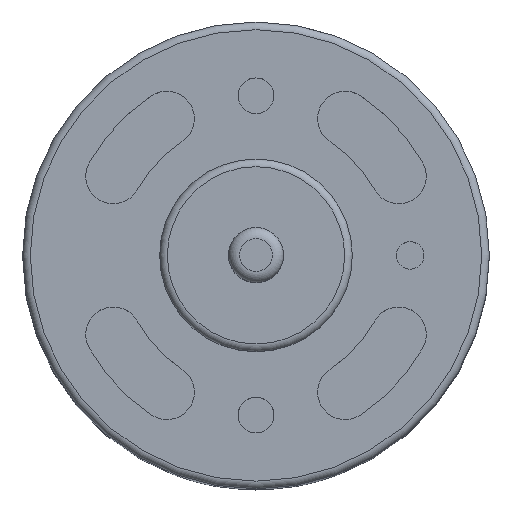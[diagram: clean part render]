
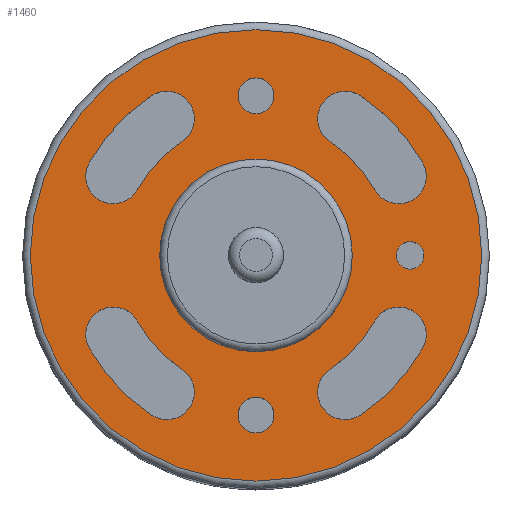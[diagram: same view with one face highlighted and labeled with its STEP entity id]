
A CAD part, top view. The second image highlights one B-rep face of the part: STEP entity #1460.
In plain terms, the highlighted planar face has unit normal (0, 0, 1).
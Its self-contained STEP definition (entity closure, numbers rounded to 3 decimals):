
#28=PLANE('',#1553);
#62=CIRCLE('',#1528,2.5);
#64=CIRCLE('',#1531,12.323);
#66=CIRCLE('',#1534,2.5);
#68=CIRCLE('',#1537,17.323);
#70=CIRCLE('',#1541,2.5);
#72=CIRCLE('',#1544,17.323);
#74=CIRCLE('',#1547,2.5);
#76=CIRCLE('',#1550,12.323);
#78=CIRCLE('',#1554,1.25);
#79=CIRCLE('',#1555,2.5);
#80=CIRCLE('',#1556,17.323);
#81=CIRCLE('',#1557,2.5);
#82=CIRCLE('',#1558,12.323);
#83=CIRCLE('',#1559,1.621);
#84=CIRCLE('',#1560,1.621);
#85=CIRCLE('',#1561,20.5);
#86=CIRCLE('',#1562,8.75);
#87=CIRCLE('',#1563,12.323);
#88=CIRCLE('',#1564,2.5);
#89=CIRCLE('',#1565,17.323);
#90=CIRCLE('',#1566,2.5);
#309=ORIENTED_EDGE('',*,*,#547,.T.);
#310=ORIENTED_EDGE('',*,*,#545,.T.);
#311=ORIENTED_EDGE('',*,*,#535,.T.);
#312=ORIENTED_EDGE('',*,*,#539,.T.);
#313=ORIENTED_EDGE('',*,*,#542,.T.);
#314=ORIENTED_EDGE('',*,*,#523,.F.);
#315=ORIENTED_EDGE('',*,*,#533,.F.);
#316=ORIENTED_EDGE('',*,*,#530,.F.);
#317=ORIENTED_EDGE('',*,*,#527,.F.);
#318=ORIENTED_EDGE('',*,*,#548,.F.);
#319=ORIENTED_EDGE('',*,*,#549,.F.);
#320=ORIENTED_EDGE('',*,*,#550,.F.);
#321=ORIENTED_EDGE('',*,*,#551,.F.);
#322=ORIENTED_EDGE('',*,*,#552,.T.);
#323=ORIENTED_EDGE('',*,*,#553,.T.);
#324=ORIENTED_EDGE('',*,*,#554,.T.);
#325=ORIENTED_EDGE('',*,*,#555,.F.);
#326=ORIENTED_EDGE('',*,*,#556,.T.);
#327=ORIENTED_EDGE('',*,*,#557,.T.);
#328=ORIENTED_EDGE('',*,*,#558,.T.);
#329=ORIENTED_EDGE('',*,*,#559,.T.);
#523=EDGE_CURVE('',#650,#651,#62,.T.);
#527=EDGE_CURVE('',#651,#654,#64,.T.);
#530=EDGE_CURVE('',#654,#656,#66,.T.);
#533=EDGE_CURVE('',#656,#650,#68,.T.);
#535=EDGE_CURVE('',#658,#659,#70,.T.);
#539=EDGE_CURVE('',#659,#662,#72,.T.);
#542=EDGE_CURVE('',#662,#664,#74,.T.);
#545=EDGE_CURVE('',#664,#658,#76,.T.);
#547=EDGE_CURVE('',#666,#666,#78,.T.);
#548=EDGE_CURVE('',#667,#668,#79,.T.);
#549=EDGE_CURVE('',#669,#667,#80,.T.);
#550=EDGE_CURVE('',#670,#669,#81,.T.);
#551=EDGE_CURVE('',#668,#670,#82,.T.);
#552=EDGE_CURVE('',#671,#671,#83,.T.);
#553=EDGE_CURVE('',#672,#672,#84,.T.);
#554=EDGE_CURVE('',#673,#673,#85,.T.);
#555=EDGE_CURVE('',#674,#674,#86,.T.);
#556=EDGE_CURVE('',#675,#676,#87,.T.);
#557=EDGE_CURVE('',#676,#677,#88,.T.);
#558=EDGE_CURVE('',#677,#678,#89,.T.);
#559=EDGE_CURVE('',#678,#675,#90,.T.);
#650=VERTEX_POINT('',#2017);
#651=VERTEX_POINT('',#2018);
#654=VERTEX_POINT('',#2026);
#656=VERTEX_POINT('',#2032);
#658=VERTEX_POINT('',#2042);
#659=VERTEX_POINT('',#2043);
#662=VERTEX_POINT('',#2051);
#664=VERTEX_POINT('',#2057);
#666=VERTEX_POINT('',#2067);
#667=VERTEX_POINT('',#2069);
#668=VERTEX_POINT('',#2070);
#669=VERTEX_POINT('',#2072);
#670=VERTEX_POINT('',#2074);
#671=VERTEX_POINT('',#2077);
#672=VERTEX_POINT('',#2079);
#673=VERTEX_POINT('',#2081);
#674=VERTEX_POINT('',#2083);
#675=VERTEX_POINT('',#2085);
#676=VERTEX_POINT('',#2086);
#677=VERTEX_POINT('',#2088);
#678=VERTEX_POINT('',#2090);
#756=EDGE_LOOP('',(#309));
#757=EDGE_LOOP('',(#310,#311,#312,#313));
#758=EDGE_LOOP('',(#314,#315,#316,#317));
#759=EDGE_LOOP('',(#318,#319,#320,#321));
#760=EDGE_LOOP('',(#322));
#761=EDGE_LOOP('',(#323));
#762=EDGE_LOOP('',(#324));
#763=EDGE_LOOP('',(#325));
#764=EDGE_LOOP('',(#326,#327,#328,#329));
#854=FACE_BOUND('',#756,.T.);
#855=FACE_BOUND('',#757,.T.);
#856=FACE_BOUND('',#758,.T.);
#857=FACE_BOUND('',#759,.T.);
#858=FACE_BOUND('',#760,.T.);
#859=FACE_BOUND('',#761,.T.);
#860=FACE_BOUND('',#762,.T.);
#861=FACE_BOUND('',#763,.T.);
#862=FACE_BOUND('',#764,.T.);
#1460=ADVANCED_FACE('',(#854,#855,#856,#857,#858,#859,#860,#861,#862),#28,
 .T.);
#1528=AXIS2_PLACEMENT_3D('',#2016,#1677,#1678);
#1531=AXIS2_PLACEMENT_3D('',#2025,#1685,#1686);
#1534=AXIS2_PLACEMENT_3D('',#2031,#1692,#1693);
#1537=AXIS2_PLACEMENT_3D('',#2037,#1699,#1700);
#1541=AXIS2_PLACEMENT_3D('',#2041,#1707,#1708);
#1544=AXIS2_PLACEMENT_3D('',#2050,#1715,#1716);
#1547=AXIS2_PLACEMENT_3D('',#2056,#1722,#1723);
#1550=AXIS2_PLACEMENT_3D('',#2062,#1729,#1730);
#1553=AXIS2_PLACEMENT_3D('',#2065,#1735,#1736);
#1554=AXIS2_PLACEMENT_3D('',#2066,#1737,#1738);
#1555=AXIS2_PLACEMENT_3D('',#2068,#1739,#1740);
#1556=AXIS2_PLACEMENT_3D('',#2071,#1741,#1742);
#1557=AXIS2_PLACEMENT_3D('',#2073,#1743,#1744);
#1558=AXIS2_PLACEMENT_3D('',#2075,#1745,#1746);
#1559=AXIS2_PLACEMENT_3D('',#2076,#1747,#1748);
#1560=AXIS2_PLACEMENT_3D('',#2078,#1749,#1750);
#1561=AXIS2_PLACEMENT_3D('',#2080,#1751,#1752);
#1562=AXIS2_PLACEMENT_3D('',#2082,#1753,#1754);
#1563=AXIS2_PLACEMENT_3D('',#2084,#1755,#1756);
#1564=AXIS2_PLACEMENT_3D('',#2087,#1757,#1758);
#1565=AXIS2_PLACEMENT_3D('',#2089,#1759,#1760);
#1566=AXIS2_PLACEMENT_3D('',#2091,#1761,#1762);
#1677=DIRECTION('',(0.,0.,1.));
#1678=DIRECTION('',(0.,-1.,0.));
#1685=DIRECTION('',(0.,0.,-1.));
#1686=DIRECTION('',(0.,1.,0.));
#1692=DIRECTION('',(0.,0.,1.));
#1693=DIRECTION('',(0.,1.,0.));
#1699=DIRECTION('',(0.,0.,1.));
#1700=DIRECTION('',(0.,1.,0.));
#1707=DIRECTION('',(0.,0.,-1.));
#1708=DIRECTION('',(0.,-1.,0.));
#1715=DIRECTION('',(0.,0.,-1.));
#1716=DIRECTION('',(0.,1.,0.));
#1722=DIRECTION('',(0.,0.,-1.));
#1723=DIRECTION('',(0.,1.,0.));
#1729=DIRECTION('',(0.,0.,1.));
#1730=DIRECTION('',(0.,1.,0.));
#1735=DIRECTION('',(0.,0.,1.));
#1736=DIRECTION('',(1.,0.,0.));
#1737=DIRECTION('',(0.,0.,-1.));
#1738=DIRECTION('',(1.,0.,0.));
#1739=DIRECTION('',(0.,0.,1.));
#1740=DIRECTION('',(0.,1.,0.));
#1741=DIRECTION('',(0.,0.,1.));
#1742=DIRECTION('',(0.,-1.,0.));
#1743=DIRECTION('',(0.,0.,1.));
#1744=DIRECTION('',(0.,-1.,0.));
#1745=DIRECTION('',(0.,0.,-1.));
#1746=DIRECTION('',(0.,-1.,0.));
#1747=DIRECTION('',(0.,0.,-1.));
#1748=DIRECTION('',(0.,-1.,0.));
#1749=DIRECTION('',(0.,0.,-1.));
#1750=DIRECTION('',(0.,-1.,0.));
#1751=DIRECTION('',(0.,0.,1.));
#1752=DIRECTION('',(1.,0.,0.));
#1753=DIRECTION('',(0.,0.,1.));
#1754=DIRECTION('',(1.,0.,0.));
#1755=DIRECTION('',(0.,0.,1.));
#1756=DIRECTION('',(0.,-1.,0.));
#1757=DIRECTION('',(0.,0.,-1.));
#1758=DIRECTION('',(0.,1.,0.));
#1759=DIRECTION('',(0.,0.,-1.));
#1760=DIRECTION('',(0.,-1.,0.));
#1761=DIRECTION('',(0.,0.,-1.));
#1762=DIRECTION('',(0.,-1.,0.));
#2016=CARTESIAN_POINT('',(8.094,12.418,68.));
#2017=CARTESIAN_POINT('',(9.46,14.512,68.));
#2018=CARTESIAN_POINT('',(6.729,10.324,68.));
#2025=CARTESIAN_POINT('',(0.,0.,68.));
#2026=CARTESIAN_POINT('',(10.778,5.974,68.));
#2031=CARTESIAN_POINT('',(12.965,7.187,68.));
#2032=CARTESIAN_POINT('',(15.151,8.399,68.));
#2037=CARTESIAN_POINT('',(0.,0.,68.));
#2041=CARTESIAN_POINT('',(12.965,-7.187,68.));
#2042=CARTESIAN_POINT('',(10.778,-5.974,68.));
#2043=CARTESIAN_POINT('',(15.151,-8.399,68.));
#2050=CARTESIAN_POINT('',(0.,0.,68.));
#2051=CARTESIAN_POINT('',(9.46,-14.512,68.));
#2056=CARTESIAN_POINT('',(8.094,-12.418,68.));
#2057=CARTESIAN_POINT('',(6.729,-10.324,68.));
#2062=CARTESIAN_POINT('',(0.,0.,68.));
#2065=CARTESIAN_POINT('',(8.75,0.,68.));
#2066=CARTESIAN_POINT('',(14.,0.,68.));
#2067=CARTESIAN_POINT('',(15.25,0.,68.));
#2068=CARTESIAN_POINT('',(-8.094,-12.418,68.));
#2069=CARTESIAN_POINT('',(-9.46,-14.512,68.));
#2070=CARTESIAN_POINT('',(-6.729,-10.324,68.));
#2071=CARTESIAN_POINT('',(0.,0.,68.));
#2072=CARTESIAN_POINT('',(-15.151,-8.399,68.));
#2073=CARTESIAN_POINT('',(-12.965,-7.187,68.));
#2074=CARTESIAN_POINT('',(-10.778,-5.974,68.));
#2075=CARTESIAN_POINT('',(0.,0.,68.));
#2076=CARTESIAN_POINT('',(0.,14.5,68.));
#2077=CARTESIAN_POINT('',(0.,12.879,68.));
#2078=CARTESIAN_POINT('',(0.,-14.5,68.));
#2079=CARTESIAN_POINT('',(0.,-16.121,68.));
#2080=CARTESIAN_POINT('',(0.,0.,68.));
#2081=CARTESIAN_POINT('',(20.5,0.,68.));
#2082=CARTESIAN_POINT('',(0.,0.,68.));
#2083=CARTESIAN_POINT('',(8.75,0.,68.));
#2084=CARTESIAN_POINT('',(0.,0.,68.));
#2085=CARTESIAN_POINT('',(-6.729,10.324,68.));
#2086=CARTESIAN_POINT('',(-10.778,5.974,68.));
#2087=CARTESIAN_POINT('',(-12.965,7.187,68.));
#2088=CARTESIAN_POINT('',(-15.151,8.399,68.));
#2089=CARTESIAN_POINT('',(0.,0.,68.));
#2090=CARTESIAN_POINT('',(-9.46,14.512,68.));
#2091=CARTESIAN_POINT('',(-8.094,12.418,68.));
